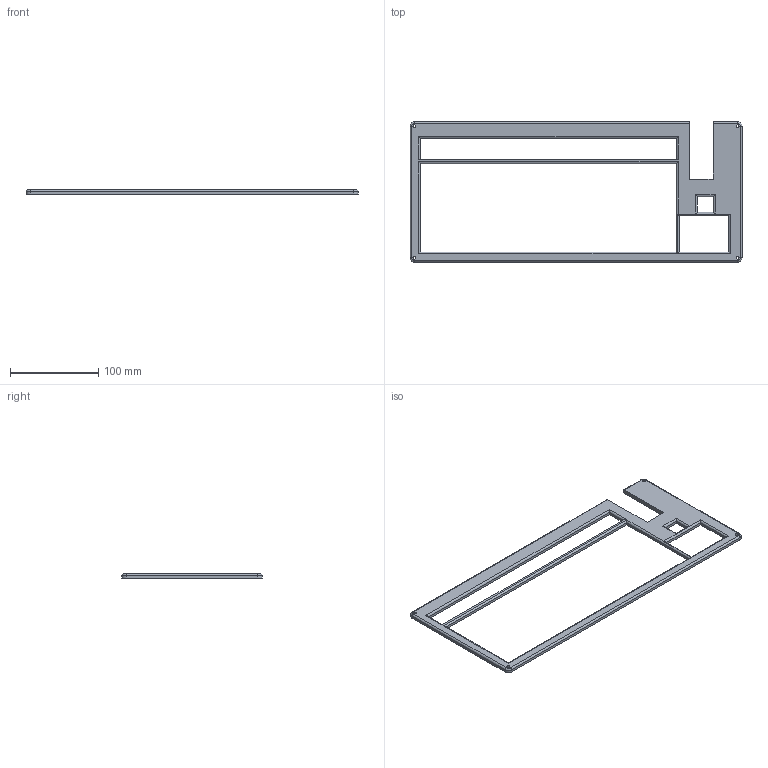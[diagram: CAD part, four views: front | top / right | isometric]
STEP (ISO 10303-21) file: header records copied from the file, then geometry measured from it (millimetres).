
FILE_DESCRIPTION(/* description */ (''),/* implementation_level */ '2;1');
FILE_NAME(/* name */ 'top.step',/* time_stamp */ '2026-01-17T22:45:07+05:30',/* author */ (''),/* organization */ (''),/* preprocessor_version */ 'ST-DEVELOPER v20.1',/* originating_system */ 'Autodesk Translation Framework v14.21.0.0',/* authorisation */ '');
FILE_SCHEMA (('AUTOMOTIVE_DESIGN { 1 0 10303 214 3 1 1 }'));
Length unit declared in the file: millimetre
Products named in the file (1): 2026-01-16-00-23-56-237
Bounding box: 376.48 x 158.99 x 5 mm (x, y, z)
Volume: 94742.5 mm3; surface area: 51214.1 mm2
Topology: 1 solids, 1 shells, 57 faces, 146 edges, 90 vertices
Faces by surface type: cylinder 27, plane 26, torus 4
Full cylindrical faces by diameter (mm): 3.4 x4
Entity records: 1776 total; most frequent: DIRECTION 309, CARTESIAN_POINT 294, ORIENTED_EDGE 292, EDGE_CURVE 146, AXIS2_PLACEMENT_3D 105, LINE 99, VECTOR 99, VERTEX_POINT 90
